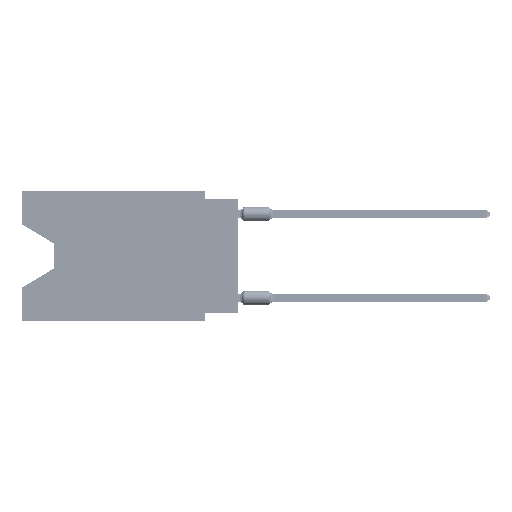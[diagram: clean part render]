
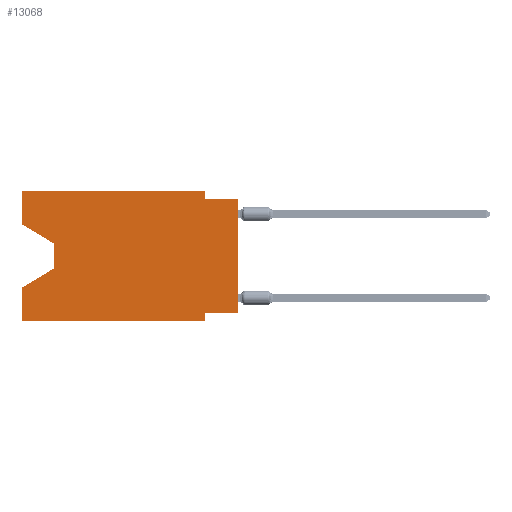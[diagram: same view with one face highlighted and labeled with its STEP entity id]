
A CAD part, left-side view. The second image highlights one B-rep face of the part: STEP entity #13068.
In plain terms, the highlighted planar face has unit normal (-1, 0, 0).
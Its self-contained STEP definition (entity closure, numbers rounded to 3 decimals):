
#1100 = EDGE_CURVE ( 'NONE', #82619, #65271, #10572, .T. ) ;
#2711 = EDGE_CURVE ( 'NONE', #21482, #80087, #14498, .T. ) ;
#3435 = VERTEX_POINT ( 'NONE', #25312 ) ;
#5692 = VECTOR ( 'NONE', #79018, 1000. ) ;
#5702 = CARTESIAN_POINT ( 'NONE',  ( 0., 13.97, -4.013 ) ) ;
#8096 = CARTESIAN_POINT ( 'NONE',  ( 0., 16.383, 0. ) ) ;
#8464 = VERTEX_POINT ( 'NONE', #37623 ) ;
#8980 = CARTESIAN_POINT ( 'NONE',  ( 0., 16.383, 0. ) ) ;
#9543 = CARTESIAN_POINT ( 'NONE',  ( 0., 16.383, 0. ) ) ;
#10572 = LINE ( 'NONE', #56721, #43651 ) ;
#10953 = VECTOR ( 'NONE', #41785, 1000. ) ;
#13068 = ADVANCED_FACE ( 'NONE', ( #81308 ), #59680, .F. ) ;
#14112 = CARTESIAN_POINT ( 'NONE',  ( 0., 2.54, -9.906 ) ) ;
#14366 = DIRECTION ( 'NONE',  ( 0., 0.855, -0.519 ) ) ;
#14498 = LINE ( 'NONE', #8096, #5692 ) ;
#14782 = CARTESIAN_POINT ( 'NONE',  ( 0., 13.97, -5.893 ) ) ;
#15713 = CARTESIAN_POINT ( 'NONE',  ( 0., 16.383, -2.546 ) ) ;
#16282 = ORIENTED_EDGE ( 'NONE', *, *, #57399, .T. ) ;
#16794 = VECTOR ( 'NONE', #54469, 1000. ) ;
#17362 = DIRECTION ( 'NONE',  ( 0., -1., 0. ) ) ;
#18211 = LINE ( 'NONE', #44696, #19674 ) ;
#18601 = ORIENTED_EDGE ( 'NONE', *, *, #55058, .F. ) ;
#19146 = VERTEX_POINT ( 'NONE', #62602 ) ;
#19674 = VECTOR ( 'NONE', #17362, 1000. ) ;
#20141 = VECTOR ( 'NONE', #44322, 1000. ) ;
#21419 = EDGE_CURVE ( 'NONE', #3435, #80471, #54597, .T. ) ;
#21482 = VERTEX_POINT ( 'NONE', #49856 ) ;
#21533 = EDGE_LOOP ( 'NONE', ( #75687, #61275, #44057, #49784, #64370, #61380, #28532, #16282, #18601, #46904, #75276, #61534 ) ) ;
#25312 = CARTESIAN_POINT ( 'NONE',  ( 0., 16.383, -2.546 ) ) ;
#25995 = CARTESIAN_POINT ( 'NONE',  ( 0., 2.54, -9.906 ) ) ;
#27605 = CARTESIAN_POINT ( 'NONE',  ( 0., 2.54, 0. ) ) ;
#27916 = DIRECTION ( 'NONE',  ( 0., -1., 0. ) ) ;
#28415 = CARTESIAN_POINT ( 'NONE',  ( 0., 0., 0. ) ) ;
#28532 = ORIENTED_EDGE ( 'NONE', *, *, #1100, .F. ) ;
#30384 = VECTOR ( 'NONE', #74030, 1000. ) ;
#30520 = DIRECTION ( 'NONE',  ( 0., 0., -1. ) ) ;
#32138 = DIRECTION ( 'NONE',  ( 0., 0., 1. ) ) ;
#34330 = LINE ( 'NONE', #65107, #82755 ) ;
#35690 = VERTEX_POINT ( 'NONE', #59772 ) ;
#36870 = EDGE_CURVE ( 'NONE', #80471, #35690, #57418, .T. ) ;
#37487 = LINE ( 'NONE', #62682, #20141 ) ;
#37623 = CARTESIAN_POINT ( 'NONE',  ( 0., 2.54, -0.635 ) ) ;
#37701 = CARTESIAN_POINT ( 'NONE',  ( 0., 13.97, -4.013 ) ) ;
#37922 = EDGE_CURVE ( 'NONE', #65271, #60127, #71727, .T. ) ;
#38343 = EDGE_CURVE ( 'NONE', #59064, #75379, #34330, .T. ) ;
#38556 = LINE ( 'NONE', #59045, #69447 ) ;
#39479 = EDGE_CURVE ( 'NONE', #75379, #8464, #37487, .T. ) ;
#41785 = DIRECTION ( 'NONE',  ( 0., -0.855, -0.519 ) ) ;
#43497 = EDGE_CURVE ( 'NONE', #35690, #80087, #47671, .T. ) ;
#43651 = VECTOR ( 'NONE', #82765, 1000. ) ;
#44057 = ORIENTED_EDGE ( 'NONE', *, *, #43497, .T. ) ;
#44322 = DIRECTION ( 'NONE',  ( 0., 0., -1. ) ) ;
#44696 = CARTESIAN_POINT ( 'NONE',  ( 0., 16.383, -9.906 ) ) ;
#45669 = DIRECTION ( 'NONE',  ( 0., 0., -1. ) ) ;
#45922 = CARTESIAN_POINT ( 'NONE',  ( 0., 0., -9.271 ) ) ;
#46800 = LINE ( 'NONE', #28415, #16794 ) ;
#46904 = ORIENTED_EDGE ( 'NONE', *, *, #39479, .F. ) ;
#47671 = LINE ( 'NONE', #14782, #53618 ) ;
#49256 = DIRECTION ( 'NONE',  ( 0., 0., -1. ) ) ;
#49667 = DIRECTION ( 'NONE',  ( 1., 0., 0. ) ) ;
#49784 = ORIENTED_EDGE ( 'NONE', *, *, #2711, .F. ) ;
#49856 = CARTESIAN_POINT ( 'NONE',  ( 0., 16.383, -9.906 ) ) ;
#53618 = VECTOR ( 'NONE', #14366, 1000. ) ;
#54381 = CARTESIAN_POINT ( 'NONE',  ( 0., 0., -0.635 ) ) ;
#54469 = DIRECTION ( 'NONE',  ( 0., 0., 1. ) ) ;
#54597 = LINE ( 'NONE', #15713, #10953 ) ;
#55058 = EDGE_CURVE ( 'NONE', #8464, #19146, #61615, .T. ) ;
#56721 = CARTESIAN_POINT ( 'NONE',  ( 0., 0., -9.271 ) ) ;
#57128 = CARTESIAN_POINT ( 'NONE',  ( 0., 16.383, -7.36 ) ) ;
#57399 = EDGE_CURVE ( 'NONE', #82619, #19146, #46800, .T. ) ;
#57418 = LINE ( 'NONE', #5702, #58018 ) ;
#58018 = VECTOR ( 'NONE', #30520, 1000. ) ;
#58409 = EDGE_CURVE ( 'NONE', #21482, #60127, #18211, .T. ) ;
#59045 = CARTESIAN_POINT ( 'NONE',  ( 0., 16.383, 0. ) ) ;
#59064 = VERTEX_POINT ( 'NONE', #8980 ) ;
#59680 = PLANE ( 'NONE',  #74356 ) ;
#59772 = CARTESIAN_POINT ( 'NONE',  ( 0., 13.97, -5.893 ) ) ;
#60127 = VERTEX_POINT ( 'NONE', #14112 ) ;
#61275 = ORIENTED_EDGE ( 'NONE', *, *, #36870, .T. ) ;
#61380 = ORIENTED_EDGE ( 'NONE', *, *, #37922, .F. ) ;
#61534 = ORIENTED_EDGE ( 'NONE', *, *, #64283, .F. ) ;
#61615 = LINE ( 'NONE', #54381, #30384 ) ;
#61664 = CARTESIAN_POINT ( 'NONE',  ( 0., 2.54, -9.271 ) ) ;
#62602 = CARTESIAN_POINT ( 'NONE',  ( 0., 0., -0.635 ) ) ;
#62682 = CARTESIAN_POINT ( 'NONE',  ( 0., 2.54, 0. ) ) ;
#64283 = EDGE_CURVE ( 'NONE', #3435, #59064, #38556, .T. ) ;
#64370 = ORIENTED_EDGE ( 'NONE', *, *, #58409, .T. ) ;
#65107 = CARTESIAN_POINT ( 'NONE',  ( 0., 16.383, 0. ) ) ;
#65271 = VERTEX_POINT ( 'NONE', #61664 ) ;
#69447 = VECTOR ( 'NONE', #32138, 1000. ) ;
#71727 = LINE ( 'NONE', #25995, #82696 ) ;
#74030 = DIRECTION ( 'NONE',  ( 0., -1., 0. ) ) ;
#74356 = AXIS2_PLACEMENT_3D ( 'NONE', #9543, #49667, #49256 ) ;
#75276 = ORIENTED_EDGE ( 'NONE', *, *, #38343, .F. ) ;
#75379 = VERTEX_POINT ( 'NONE', #27605 ) ;
#75687 = ORIENTED_EDGE ( 'NONE', *, *, #21419, .T. ) ;
#79018 = DIRECTION ( 'NONE',  ( 0., 0., 1. ) ) ;
#80087 = VERTEX_POINT ( 'NONE', #57128 ) ;
#80471 = VERTEX_POINT ( 'NONE', #37701 ) ;
#81308 = FACE_OUTER_BOUND ( 'NONE', #21533, .T. ) ;
#82619 = VERTEX_POINT ( 'NONE', #45922 ) ;
#82696 = VECTOR ( 'NONE', #45669, 1000. ) ;
#82755 = VECTOR ( 'NONE', #27916, 1000. ) ;
#82765 = DIRECTION ( 'NONE',  ( 0., 1., 0. ) ) ;
